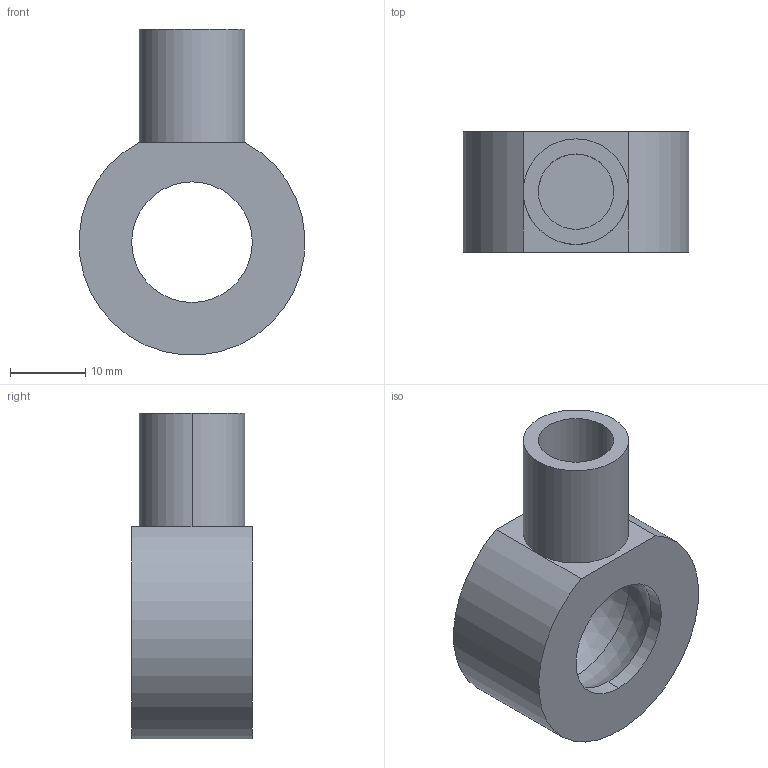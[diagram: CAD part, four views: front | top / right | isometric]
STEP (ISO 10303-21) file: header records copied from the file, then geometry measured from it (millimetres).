
FILE_DESCRIPTION (( 'STEP AP203' ), '1' );
FILE_NAME ('delta_arm_spherical_joint(2)_Default_sldprt.STEP', '2021-07-12T03:38:31', ( '' ), ( '' ), 'SwSTEP 2.0', 'SolidWorks 2021', '' );
FILE_SCHEMA (( 'CONFIG_CONTROL_DESIGN' ));
Length unit declared in the file: millimetre
Products named in the file (1): delta_arm_spherical_joint(2)_Default_sldprt
Bounding box: 29.95 x 16 x 43.21 mm (x, y, z)
Volume: 8056.9 mm3; surface area: 4563.8 mm2
Topology: 1 solids, 1 shells, 17 faces, 36 edges, 22 vertices
Faces by surface type: cylinder 9, plane 6, sphere 2
Entity records: 533 total; most frequent: DIRECTION 90, CARTESIAN_POINT 74, ORIENTED_EDGE 68, AXIS2_PLACEMENT_3D 38, EDGE_CURVE 34, VERTEX_POINT 22, EDGE_LOOP 22, CIRCLE 20
